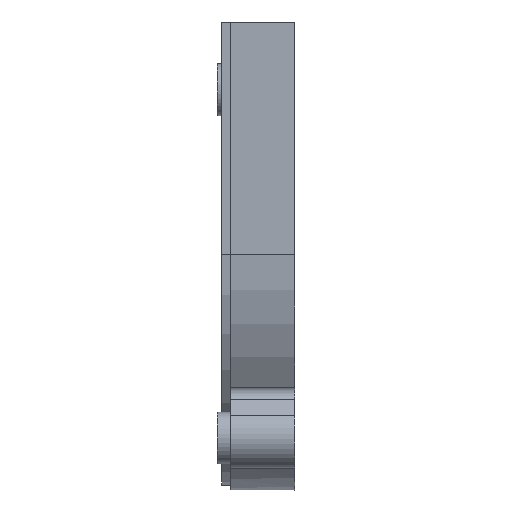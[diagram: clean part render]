
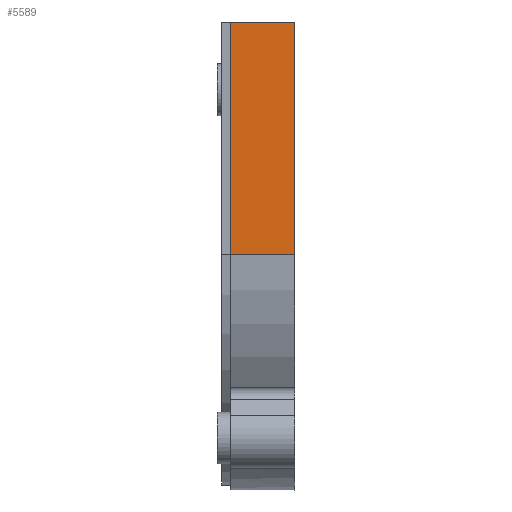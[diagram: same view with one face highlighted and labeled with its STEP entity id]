
A CAD part, left-side view. The second image highlights one B-rep face of the part: STEP entity #5589.
In plain terms, the highlighted planar face has unit normal (-1, 0, 0).
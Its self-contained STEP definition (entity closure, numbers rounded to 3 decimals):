
#1442 = PLANE('',#1443);
#1443 = AXIS2_PLACEMENT_3D('',#1444,#1445,#1446);
#1444 = CARTESIAN_POINT('',(-23.,0.,-20.));
#1445 = DIRECTION('',(0.,-1.,0.));
#1446 = DIRECTION('',(0.,0.,-1.));
#1583 = PLANE('',#1584);
#1584 = AXIS2_PLACEMENT_3D('',#1585,#1586,#1587);
#1585 = CARTESIAN_POINT('',(-1.85,7.,-0.133));
#1586 = DIRECTION('',(0.,1.,0.));
#1587 = DIRECTION('',(0.,0.,1.));
#3619 = VERTEX_POINT('',#3620);
#3620 = CARTESIAN_POINT('',(-27.5,0.,25.4));
#3634 = PLANE('',#3635);
#3635 = AXIS2_PLACEMENT_3D('',#3636,#3637,#3638);
#3636 = CARTESIAN_POINT('',(-27.5,8.,25.4));
#3637 = DIRECTION('',(0.,0.,-1.));
#3638 = DIRECTION('',(-1.,0.,0.));
#3646 = EDGE_CURVE('',#3647,#3619,#3649,.T.);
#3647 = VERTEX_POINT('',#3648);
#3648 = CARTESIAN_POINT('',(-27.5,0.,0.));
#3649 = SURFACE_CURVE('',#3650,(#3654,#3661),.PCURVE_S1.);
#3650 = LINE('',#3651,#3652);
#3651 = CARTESIAN_POINT('',(-27.5,0.,25.4));
#3652 = VECTOR('',#3653,1.);
#3653 = DIRECTION('',(0.,0.,1.));
#3654 = PCURVE('',#1442,#3655);
#3655 = DEFINITIONAL_REPRESENTATION('',(#3656),#3660);
#3656 = LINE('',#3657,#3658);
#3657 = CARTESIAN_POINT('',(-45.4,-4.5));
#3658 = VECTOR('',#3659,1.);
#3659 = DIRECTION('',(-1.,0.));
#3660 = ( GEOMETRIC_REPRESENTATION_CONTEXT(2) 
PARAMETRIC_REPRESENTATION_CONTEXT() REPRESENTATION_CONTEXT('2D SPACE',''
  ) );
#3661 = PCURVE('',#3662,#3667);
#3662 = PLANE('',#3663);
#3663 = AXIS2_PLACEMENT_3D('',#3664,#3665,#3666);
#3664 = CARTESIAN_POINT('',(-27.5,8.,25.4));
#3665 = DIRECTION('',(1.,0.,0.));
#3666 = DIRECTION('',(0.,0.,-1.));
#3667 = DEFINITIONAL_REPRESENTATION('',(#3668),#3672);
#3668 = LINE('',#3669,#3670);
#3669 = CARTESIAN_POINT('',(0.,-8.));
#3670 = VECTOR('',#3671,1.);
#3671 = DIRECTION('',(-1.,0.));
#3672 = ( GEOMETRIC_REPRESENTATION_CONTEXT(2) 
PARAMETRIC_REPRESENTATION_CONTEXT() REPRESENTATION_CONTEXT('2D SPACE',''
  ) );
#3695 = CYLINDRICAL_SURFACE('',#3696,25.65);
#3696 = AXIS2_PLACEMENT_3D('',#3697,#3698,#3699);
#3697 = CARTESIAN_POINT('',(-1.85,8.,-0.017));
#3698 = DIRECTION('',(0.,-1.,0.));
#3699 = DIRECTION('',(0.,0.,-1.));
#4789 = VERTEX_POINT('',#4790);
#4790 = CARTESIAN_POINT('',(-27.5,7.,25.4));
#5211 = VERTEX_POINT('',#5212);
#5212 = CARTESIAN_POINT('',(-27.5,7.,0.));
#5234 = EDGE_CURVE('',#5211,#4789,#5235,.T.);
#5235 = SURFACE_CURVE('',#5236,(#5240,#5247),.PCURVE_S1.);
#5236 = LINE('',#5237,#5238);
#5237 = CARTESIAN_POINT('',(-27.5,7.,25.4));
#5238 = VECTOR('',#5239,1.);
#5239 = DIRECTION('',(0.,0.,1.));
#5240 = PCURVE('',#1583,#5241);
#5241 = DEFINITIONAL_REPRESENTATION('',(#5242),#5246);
#5242 = LINE('',#5243,#5244);
#5243 = CARTESIAN_POINT('',(25.533,-25.65));
#5244 = VECTOR('',#5245,1.);
#5245 = DIRECTION('',(1.,0.));
#5246 = ( GEOMETRIC_REPRESENTATION_CONTEXT(2) 
PARAMETRIC_REPRESENTATION_CONTEXT() REPRESENTATION_CONTEXT('2D SPACE',''
  ) );
#5247 = PCURVE('',#3662,#5248);
#5248 = DEFINITIONAL_REPRESENTATION('',(#5249),#5253);
#5249 = LINE('',#5250,#5251);
#5250 = CARTESIAN_POINT('',(0.,-1.));
#5251 = VECTOR('',#5252,1.);
#5252 = DIRECTION('',(-1.,0.));
#5253 = ( GEOMETRIC_REPRESENTATION_CONTEXT(2) 
PARAMETRIC_REPRESENTATION_CONTEXT() REPRESENTATION_CONTEXT('2D SPACE',''
  ) );
#5569 = EDGE_CURVE('',#5211,#3647,#5570,.T.);
#5570 = SURFACE_CURVE('',#5571,(#5575,#5582),.PCURVE_S1.);
#5571 = LINE('',#5572,#5573);
#5572 = CARTESIAN_POINT('',(-27.5,8.,0.));
#5573 = VECTOR('',#5574,1.);
#5574 = DIRECTION('',(0.,-1.,0.));
#5575 = PCURVE('',#3695,#5576);
#5576 = DEFINITIONAL_REPRESENTATION('',(#5577),#5581);
#5577 = LINE('',#5578,#5579);
#5578 = CARTESIAN_POINT('',(4.712,0.));
#5579 = VECTOR('',#5580,1.);
#5580 = DIRECTION('',(0.,1.));
#5581 = ( GEOMETRIC_REPRESENTATION_CONTEXT(2) 
PARAMETRIC_REPRESENTATION_CONTEXT() REPRESENTATION_CONTEXT('2D SPACE',''
  ) );
#5582 = PCURVE('',#3662,#5583);
#5583 = DEFINITIONAL_REPRESENTATION('',(#5584),#5588);
#5584 = LINE('',#5585,#5586);
#5585 = CARTESIAN_POINT('',(25.4,0.));
#5586 = VECTOR('',#5587,1.);
#5587 = DIRECTION('',(0.,-1.));
#5588 = ( GEOMETRIC_REPRESENTATION_CONTEXT(2) 
PARAMETRIC_REPRESENTATION_CONTEXT() REPRESENTATION_CONTEXT('2D SPACE',''
  ) );
#5589 = ADVANCED_FACE('',(#5590),#3662,.F.);
#5590 = FACE_BOUND('',#5591,.T.);
#5591 = EDGE_LOOP('',(#5592,#5593,#5594,#5595));
#5592 = ORIENTED_EDGE('',*,*,#5234,.F.);
#5593 = ORIENTED_EDGE('',*,*,#5569,.T.);
#5594 = ORIENTED_EDGE('',*,*,#3646,.T.);
#5595 = ORIENTED_EDGE('',*,*,#5596,.F.);
#5596 = EDGE_CURVE('',#4789,#3619,#5597,.T.);
#5597 = SURFACE_CURVE('',#5598,(#5602,#5609),.PCURVE_S1.);
#5598 = LINE('',#5599,#5600);
#5599 = CARTESIAN_POINT('',(-27.5,8.,25.4));
#5600 = VECTOR('',#5601,1.);
#5601 = DIRECTION('',(0.,-1.,0.));
#5602 = PCURVE('',#3662,#5603);
#5603 = DEFINITIONAL_REPRESENTATION('',(#5604),#5608);
#5604 = LINE('',#5605,#5606);
#5605 = CARTESIAN_POINT('',(0.,0.));
#5606 = VECTOR('',#5607,1.);
#5607 = DIRECTION('',(0.,-1.));
#5608 = ( GEOMETRIC_REPRESENTATION_CONTEXT(2) 
PARAMETRIC_REPRESENTATION_CONTEXT() REPRESENTATION_CONTEXT('2D SPACE',''
  ) );
#5609 = PCURVE('',#3634,#5610);
#5610 = DEFINITIONAL_REPRESENTATION('',(#5611),#5615);
#5611 = LINE('',#5612,#5613);
#5612 = CARTESIAN_POINT('',(0.,0.));
#5613 = VECTOR('',#5614,1.);
#5614 = DIRECTION('',(0.,-1.));
#5615 = ( GEOMETRIC_REPRESENTATION_CONTEXT(2) 
PARAMETRIC_REPRESENTATION_CONTEXT() REPRESENTATION_CONTEXT('2D SPACE',''
  ) );
